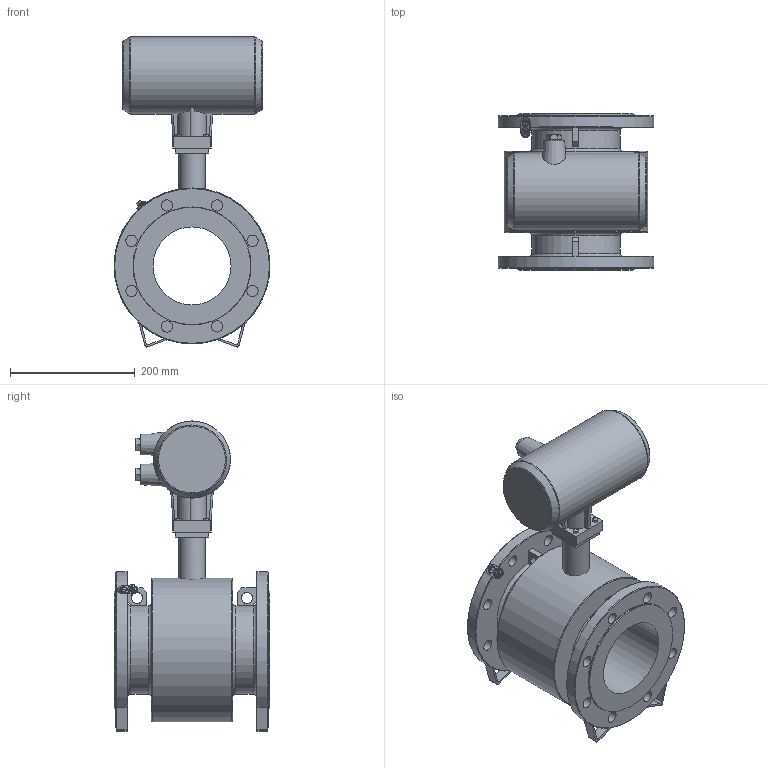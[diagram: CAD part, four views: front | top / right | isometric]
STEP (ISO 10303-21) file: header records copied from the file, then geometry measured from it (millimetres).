
FILE_DESCRIPTION(/* description */ (''),/* implementation_level */ '2;1');
FILE_NAME(/* name */ 'Flowmeter DN125 PN16 Compact.step',/* time_stamp */ '2023-10-05T17:27:38+03:00',/* author */ (''),/* organization */ (''),/* preprocessor_version */ 'ST-DEVELOPER v20',/* originating_system */ 'Autodesk Translation Framework v12.14.0.127',/* authorisation */ '');
FILE_SCHEMA (('AUTOMOTIVE_DESIGN { 1 0 10303 214 3 1 1 }'));
Length unit declared in the file: millimetre
Products named in the file (3): (Unsaved); Flowmeter v11; A_Compact_version
Assembly tree (2 placements, depth 3):
  (Unsaved)
    Flowmeter v11
      A_Compact_version
Bounding box: 249.94 x 250 x 497 mm (x, y, z)
Volume: 8400528.3 mm3; surface area: 627444.2 mm2
Topology: 1 solids, 6 shells, 653 faces, 1655 edges, 1064 vertices
Faces by surface type: plane 233, cylinder 158, bspline 157, cone 91, torus 14
Full cylindrical faces by diameter (mm): 3.332 x2, 3.961 x9, 4.234 x4, 5 x11, 5.5 x1, 6.5 x4, 8 x2, 10.394 x1, 12.394 x1, 14 x1, 17 x2, 18 x18, 18.137 x10, 18.631 x12, 29 x1, 42 x2, 72 x1, 110 x2, 113 x2, 123.5 x1, 125 x1, 141.5 x2, 188 x2, 230 x1
Entity records: 55758 total; most frequent: CARTESIAN_POINT 40934, ORIENTED_EDGE 3312, DIRECTION 2446, EDGE_CURVE 1656, VERTEX_POINT 1064, AXIS2_PLACEMENT_3D 901, EDGE_LOOP 778, FACE_OUTER_BOUND 653
